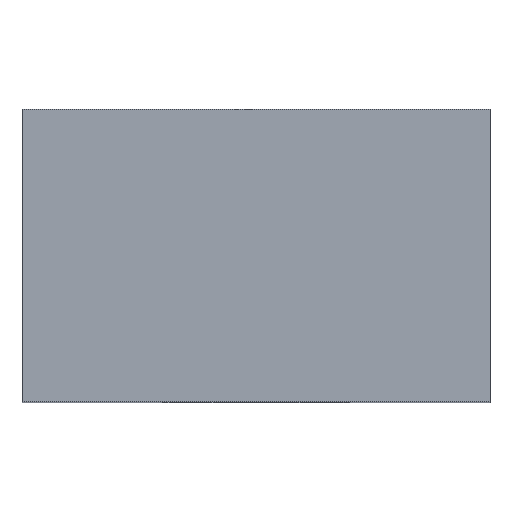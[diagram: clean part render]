
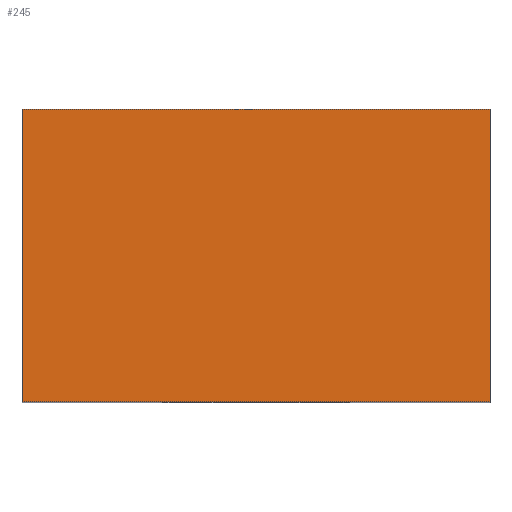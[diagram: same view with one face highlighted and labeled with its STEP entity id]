
A CAD part, top view. The second image highlights one B-rep face of the part: STEP entity #245.
In plain terms, the highlighted planar face has unit normal (0, 0, 1).
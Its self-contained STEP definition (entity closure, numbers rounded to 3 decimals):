
#31=PLANE('',#284);
#44=FACE_OUTER_BOUND('',#63,.T.);
#63=EDGE_LOOP('',(#215,#216,#217,#218));
#75=LINE('',#393,#93);
#80=LINE('',#405,#98);
#86=LINE('',#416,#104);
#87=LINE('',#418,#105);
#93=VECTOR('',#329,10.);
#98=VECTOR('',#340,10.);
#104=VECTOR('',#350,10.);
#105=VECTOR('',#353,10.);
#129=VERTEX_POINT('',#391);
#130=VERTEX_POINT('',#392);
#134=VERTEX_POINT('',#404);
#137=VERTEX_POINT('',#414);
#154=EDGE_CURVE('',#129,#130,#75,.T.);
#160=EDGE_CURVE('',#130,#134,#80,.T.);
#166=EDGE_CURVE('',#129,#137,#86,.T.);
#167=EDGE_CURVE('',#134,#137,#87,.T.);
#215=ORIENTED_EDGE('',*,*,#154,.F.);
#216=ORIENTED_EDGE('',*,*,#166,.T.);
#217=ORIENTED_EDGE('',*,*,#167,.F.);
#218=ORIENTED_EDGE('',*,*,#160,.F.);
#245=ADVANCED_FACE('',(#44),#31,.T.);
#284=AXIS2_PLACEMENT_3D('',#417,#351,#352);
#329=DIRECTION('',(-1.,0.,0.));
#340=DIRECTION('',(0.,1.,0.));
#350=DIRECTION('',(0.,1.,0.));
#351=DIRECTION('center_axis',(0.,0.,1.));
#352=DIRECTION('ref_axis',(1.,0.,0.));
#353=DIRECTION('',(1.,0.,0.));
#391=CARTESIAN_POINT('',(40.,0.,70.));
#392=CARTESIAN_POINT('',(0.,0.,70.));
#393=CARTESIAN_POINT('',(40.,0.,70.));
#404=CARTESIAN_POINT('',(0.,25.,70.));
#405=CARTESIAN_POINT('',(0.,0.,70.));
#414=CARTESIAN_POINT('',(40.,25.,70.));
#416=CARTESIAN_POINT('',(40.,0.,70.));
#417=CARTESIAN_POINT('Origin',(0.,0.,70.));
#418=CARTESIAN_POINT('',(40.,25.,70.));
